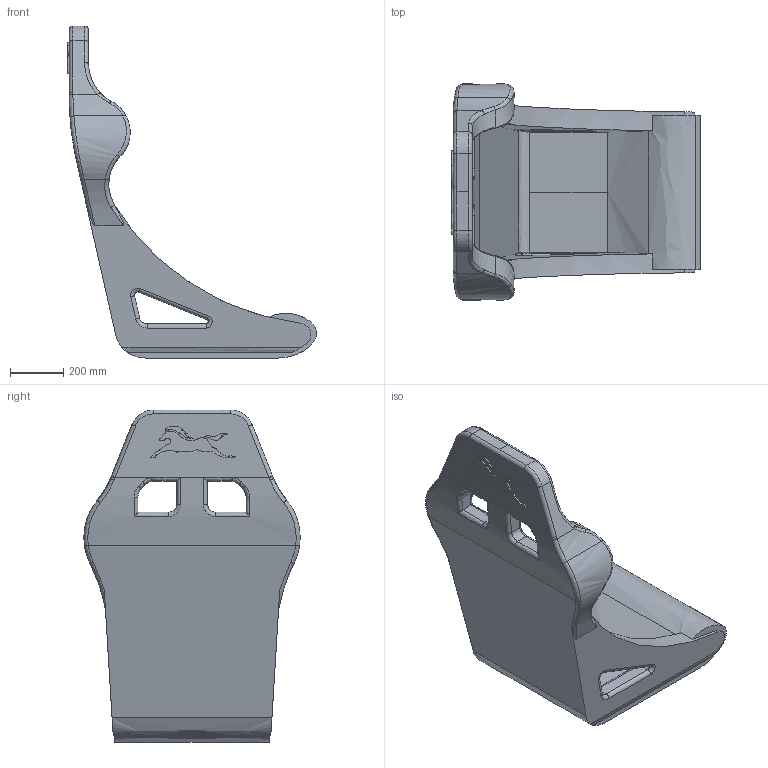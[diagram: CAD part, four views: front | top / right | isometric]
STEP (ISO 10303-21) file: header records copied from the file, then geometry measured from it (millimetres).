
FILE_DESCRIPTION(('FreeCAD Model'),'2;1');
FILE_NAME('Open CASCADE Shape Model','2025-04-27T07:03:45',('FreeCAD'),( 'FreeCAD'),'Open CASCADE STEP processor 7.6','FreeCAD','Unknown');
FILE_SCHEMA(('AUTOMOTIVE_DESIGN { 1 0 10303 214 1 1 1 1 }'));
Length unit declared in the file: millimetre
Products named in the file (1): Open CASCADE STEP translator 7.6 1
Bounding box: 932.61 x 809.81 x 1243.65 mm (x, y, z)
Volume: 114068198.7 mm3; surface area: 3372368 mm2
Topology: 1 solids, 1 shells, 629 faces, 1786 edges, 1158 vertices
Faces by surface type: bspline 629
Entity records: 29158 total; most frequent: CARTESIAN_POINT 19726, ORIENTED_EDGE 3572, EDGE_CURVE 1786, VERTEX_POINT 1158, B_SPLINE_CURVE_WITH_KNOTS 838, FACE_BOUND 636, EDGE_LOOP 636, ADVANCED_FACE 629
